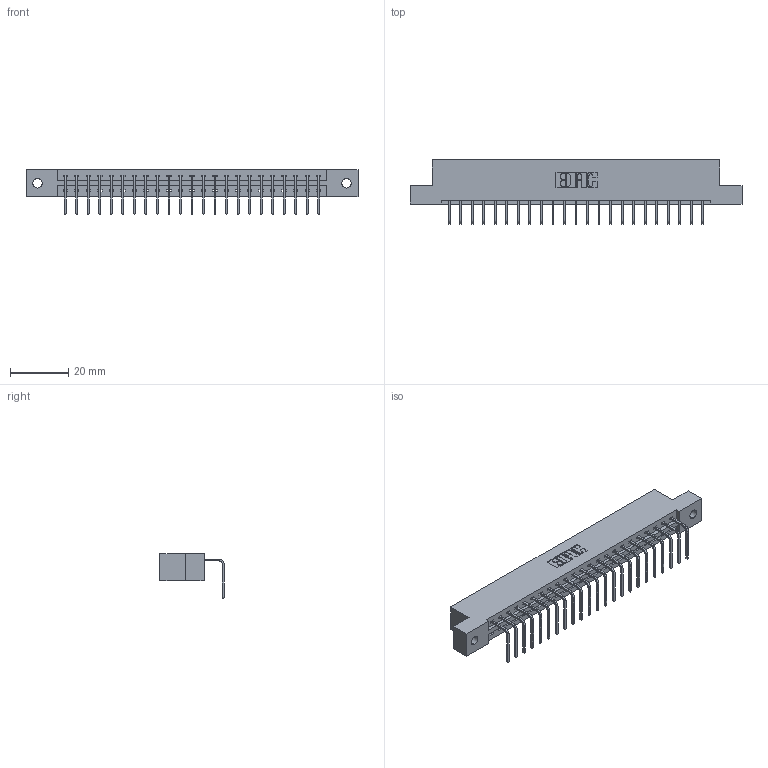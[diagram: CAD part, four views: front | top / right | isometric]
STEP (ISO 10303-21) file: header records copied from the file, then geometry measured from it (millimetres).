
FILE_DESCRIPTION (( 'STEP AP203' ), '1' );
FILE_NAME ('387-023-558-102.STEP', '2019-10-07T18:13:52', ( '' ), ( '' ), 'SwSTEP 2.0', 'SolidWorks 2016', '' );
FILE_SCHEMA (( 'CONFIG_CONTROL_DESIGN' ));
Length unit declared in the file: inch
Products named in the file (3): 345-292-001_558 Tail - 2; 337 Part_Flush Mounting Lugs - 0.128 Dia; 387-023-558-102
Assembly tree (24 placements, depth 2):
  387-023-558-102
    337 Part_Flush Mounting Lugs - 0.128 Dia
    345-292-001_558 Tail - 2  x23
Bounding box: 114.15 x 22.17 x 15.37 mm (x, y, z)
Volume: 11665.9 mm3; surface area: 12150.5 mm2
Topology: 24 solids, 24 shells, 1586 faces, 4773 edges, 3150 vertices
Faces by surface type: plane 1174, cylinder 412
Entity records: 19641 total; most frequent: CARTESIAN_POINT 3427, ORIENTED_EDGE 3386, DIRECTION 2923, EDGE_CURVE 1693, LINE 1565, VECTOR 1565, VERTEX_POINT 1126, AXIS2_PLACEMENT_3D 679
